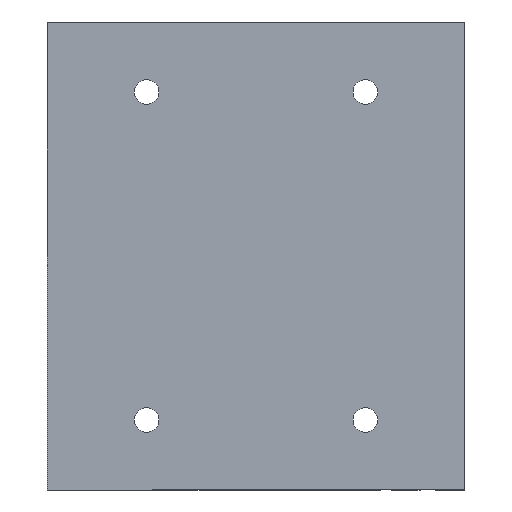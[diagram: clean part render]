
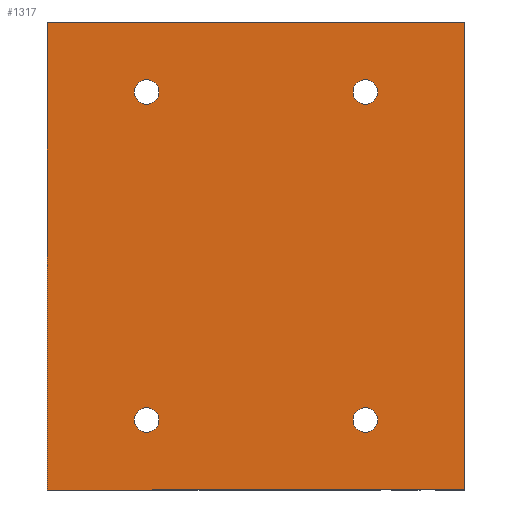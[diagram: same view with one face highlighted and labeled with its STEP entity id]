
A CAD part, front view. The second image highlights one B-rep face of the part: STEP entity #1317.
In plain terms, the highlighted planar face has unit normal (0, -1, 0).
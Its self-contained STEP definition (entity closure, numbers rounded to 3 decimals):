
#63 = DIRECTION ( 'NONE',  ( 0., 1., 0. ) ) ;
#107 = DIRECTION ( 'NONE',  ( 0., 1., 0. ) ) ;
#111 = LINE ( 'NONE', #1933, #1267 ) ;
#155 = CARTESIAN_POINT ( 'NONE',  ( -20., 0., 30. ) ) ;
#164 = AXIS2_PLACEMENT_3D ( 'NONE', #1816, #3182, #2860 ) ;
#189 = ORIENTED_EDGE ( 'NONE', *, *, #682, .F. ) ;
#201 = CARTESIAN_POINT ( 'NONE',  ( -20., 0., 32.25 ) ) ;
#259 = EDGE_CURVE ( 'NONE', #1709, #2871, #2747, .T. ) ;
#278 = CIRCLE ( 'NONE', #1307, 2.25 ) ;
#320 = VERTEX_POINT ( 'NONE', #1707 ) ;
#333 = CARTESIAN_POINT ( 'NONE',  ( -20., 0., -30. ) ) ;
#338 = ORIENTED_EDGE ( 'NONE', *, *, #3066, .T. ) ;
#350 = CARTESIAN_POINT ( 'NONE',  ( -20., 0., 30. ) ) ;
#451 = CIRCLE ( 'NONE', #1211, 2.25 ) ;
#489 = CIRCLE ( 'NONE', #3258, 2.25 ) ;
#541 = EDGE_LOOP ( 'NONE', ( #2693, #2465, #733, #189 ) ) ;
#543 = CARTESIAN_POINT ( 'NONE',  ( 20., 0., -30. ) ) ;
#677 = ORIENTED_EDGE ( 'NONE', *, *, #3008, .T. ) ;
#682 = EDGE_CURVE ( 'NONE', #320, #1709, #1945, .T. ) ;
#696 = VERTEX_POINT ( 'NONE', #1884 ) ;
#703 = EDGE_CURVE ( 'NONE', #2758, #2418, #451, .T. ) ;
#718 = FACE_BOUND ( 'NONE', #3145, .T. ) ;
#733 = ORIENTED_EDGE ( 'NONE', *, *, #259, .F. ) ;
#748 = DIRECTION ( 'NONE',  ( 0., 0., 1. ) ) ;
#757 = EDGE_CURVE ( 'NONE', #1885, #320, #111, .T. ) ;
#772 = CARTESIAN_POINT ( 'NONE',  ( 38.19, 0., -42.8 ) ) ;
#936 = ORIENTED_EDGE ( 'NONE', *, *, #1753, .T. ) ;
#943 = CARTESIAN_POINT ( 'NONE',  ( 38.19, 0., 42.8 ) ) ;
#959 = CARTESIAN_POINT ( 'NONE',  ( 38.19, 0., -42.8 ) ) ;
#1019 = CARTESIAN_POINT ( 'NONE',  ( 0., 0., 0. ) ) ;
#1105 = EDGE_LOOP ( 'NONE', ( #2688, #2672 ) ) ;
#1149 = DIRECTION ( 'NONE',  ( 0., 0., 1. ) ) ;
#1151 = DIRECTION ( 'NONE',  ( 0., 0., 1. ) ) ;
#1170 = CIRCLE ( 'NONE', #2639, 2.25 ) ;
#1200 = DIRECTION ( 'NONE',  ( 0., 0., -1. ) ) ;
#1206 = CARTESIAN_POINT ( 'NONE',  ( 20., 0., 32.25 ) ) ;
#1211 = AXIS2_PLACEMENT_3D ( 'NONE', #1646, #2139, #1662 ) ;
#1267 = VECTOR ( 'NONE', #2157, 1000. ) ;
#1307 = AXIS2_PLACEMENT_3D ( 'NONE', #1352, #1660, #2379 ) ;
#1317 = ADVANCED_FACE ( 'NONE', ( #2811, #1510, #1795, #718, #1748 ), #2019, .F. ) ;
#1352 = CARTESIAN_POINT ( 'NONE',  ( -20., 0., -30. ) ) ;
#1412 = VERTEX_POINT ( 'NONE', #3108 ) ;
#1424 = CIRCLE ( 'NONE', #2291, 2.25 ) ;
#1452 = VERTEX_POINT ( 'NONE', #1849 ) ;
#1510 = FACE_BOUND ( 'NONE', #2171, .T. ) ;
#1646 = CARTESIAN_POINT ( 'NONE',  ( 20., 0., 30. ) ) ;
#1660 = DIRECTION ( 'NONE',  ( 0., 1., 0. ) ) ;
#1662 = DIRECTION ( 'NONE',  ( 0., 0., 1. ) ) ;
#1694 = EDGE_CURVE ( 'NONE', #2251, #1906, #2143, .T. ) ;
#1707 = CARTESIAN_POINT ( 'NONE',  ( -38.19, 0., 42.8 ) ) ;
#1709 = VERTEX_POINT ( 'NONE', #2459 ) ;
#1748 = FACE_OUTER_BOUND ( 'NONE', #541, .T. ) ;
#1753 = EDGE_CURVE ( 'NONE', #1906, #2251, #1170, .T. ) ;
#1768 = DIRECTION ( 'NONE',  ( -1., 0., 0. ) ) ;
#1795 = FACE_BOUND ( 'NONE', #1934, .T. ) ;
#1816 = CARTESIAN_POINT ( 'NONE',  ( 20., 0., -30. ) ) ;
#1848 = CARTESIAN_POINT ( 'NONE',  ( 20., 0., -32.25 ) ) ;
#1849 = CARTESIAN_POINT ( 'NONE',  ( -20., 0., -32.25 ) ) ;
#1871 = CARTESIAN_POINT ( 'NONE',  ( 20., 0., 27.75 ) ) ;
#1884 = CARTESIAN_POINT ( 'NONE',  ( 20., 0., -27.75 ) ) ;
#1885 = VERTEX_POINT ( 'NONE', #2760 ) ;
#1903 = EDGE_CURVE ( 'NONE', #2871, #1885, #2531, .T. ) ;
#1906 = VERTEX_POINT ( 'NONE', #3284 ) ;
#1933 = CARTESIAN_POINT ( 'NONE',  ( -38.19, 0., 42.8 ) ) ;
#1934 = EDGE_LOOP ( 'NONE', ( #2429, #936 ) ) ;
#1945 = LINE ( 'NONE', #2734, #2246 ) ;
#1965 = VECTOR ( 'NONE', #1200, 1000. ) ;
#1974 = ORIENTED_EDGE ( 'NONE', *, *, #703, .T. ) ;
#2019 = PLANE ( 'NONE',  #2960 ) ;
#2030 = AXIS2_PLACEMENT_3D ( 'NONE', #155, #2699, #1149 ) ;
#2066 = AXIS2_PLACEMENT_3D ( 'NONE', #2444, #107, #1151 ) ;
#2139 = DIRECTION ( 'NONE',  ( 0., 1., 0. ) ) ;
#2143 = CIRCLE ( 'NONE', #2030, 2.25 ) ;
#2157 = DIRECTION ( 'NONE',  ( 0., 0., 1. ) ) ;
#2171 = EDGE_LOOP ( 'NONE', ( #1974, #338 ) ) ;
#2186 = CIRCLE ( 'NONE', #2066, 2.25 ) ;
#2246 = VECTOR ( 'NONE', #2690, 1000. ) ;
#2251 = VERTEX_POINT ( 'NONE', #201 ) ;
#2291 = AXIS2_PLACEMENT_3D ( 'NONE', #333, #2714, #3190 ) ;
#2379 = DIRECTION ( 'NONE',  ( 0., 0., 1. ) ) ;
#2400 = DIRECTION ( 'NONE',  ( 0., 0., 1. ) ) ;
#2418 = VERTEX_POINT ( 'NONE', #1871 ) ;
#2429 = ORIENTED_EDGE ( 'NONE', *, *, #1694, .T. ) ;
#2444 = CARTESIAN_POINT ( 'NONE',  ( 20., 0., 30. ) ) ;
#2459 = CARTESIAN_POINT ( 'NONE',  ( 38.19, 0., 42.8 ) ) ;
#2462 = VERTEX_POINT ( 'NONE', #1848 ) ;
#2465 = ORIENTED_EDGE ( 'NONE', *, *, #1903, .F. ) ;
#2490 = EDGE_CURVE ( 'NONE', #696, #2462, #489, .T. ) ;
#2531 = LINE ( 'NONE', #959, #2741 ) ;
#2638 = EDGE_CURVE ( 'NONE', #2462, #696, #3095, .T. ) ;
#2639 = AXIS2_PLACEMENT_3D ( 'NONE', #350, #3237, #2970 ) ;
#2672 = ORIENTED_EDGE ( 'NONE', *, *, #2638, .T. ) ;
#2688 = ORIENTED_EDGE ( 'NONE', *, *, #2490, .T. ) ;
#2690 = DIRECTION ( 'NONE',  ( 1., 0., 0. ) ) ;
#2693 = ORIENTED_EDGE ( 'NONE', *, *, #757, .F. ) ;
#2699 = DIRECTION ( 'NONE',  ( 0., 1., 0. ) ) ;
#2714 = DIRECTION ( 'NONE',  ( 0., 1., 0. ) ) ;
#2734 = CARTESIAN_POINT ( 'NONE',  ( 38.19, 0., 42.8 ) ) ;
#2741 = VECTOR ( 'NONE', #1768, 1000. ) ;
#2747 = LINE ( 'NONE', #943, #1965 ) ;
#2758 = VERTEX_POINT ( 'NONE', #1206 ) ;
#2760 = CARTESIAN_POINT ( 'NONE',  ( -38.19, 0., -42.8 ) ) ;
#2811 = FACE_BOUND ( 'NONE', #1105, .T. ) ;
#2860 = DIRECTION ( 'NONE',  ( 0., 0., 1. ) ) ;
#2871 = VERTEX_POINT ( 'NONE', #772 ) ;
#2878 = ORIENTED_EDGE ( 'NONE', *, *, #2946, .T. ) ;
#2946 = EDGE_CURVE ( 'NONE', #1452, #1412, #1424, .T. ) ;
#2960 = AXIS2_PLACEMENT_3D ( 'NONE', #1019, #3057, #748 ) ;
#2970 = DIRECTION ( 'NONE',  ( 0., 0., 1. ) ) ;
#3008 = EDGE_CURVE ( 'NONE', #1412, #1452, #278, .T. ) ;
#3057 = DIRECTION ( 'NONE',  ( 0., 1., 0. ) ) ;
#3066 = EDGE_CURVE ( 'NONE', #2418, #2758, #2186, .T. ) ;
#3095 = CIRCLE ( 'NONE', #164, 2.25 ) ;
#3108 = CARTESIAN_POINT ( 'NONE',  ( -20., 0., -27.75 ) ) ;
#3145 = EDGE_LOOP ( 'NONE', ( #677, #2878 ) ) ;
#3182 = DIRECTION ( 'NONE',  ( 0., 1., 0. ) ) ;
#3190 = DIRECTION ( 'NONE',  ( 0., 0., 1. ) ) ;
#3237 = DIRECTION ( 'NONE',  ( 0., 1., 0. ) ) ;
#3258 = AXIS2_PLACEMENT_3D ( 'NONE', #543, #63, #2400 ) ;
#3284 = CARTESIAN_POINT ( 'NONE',  ( -20., 0., 27.75 ) ) ;
